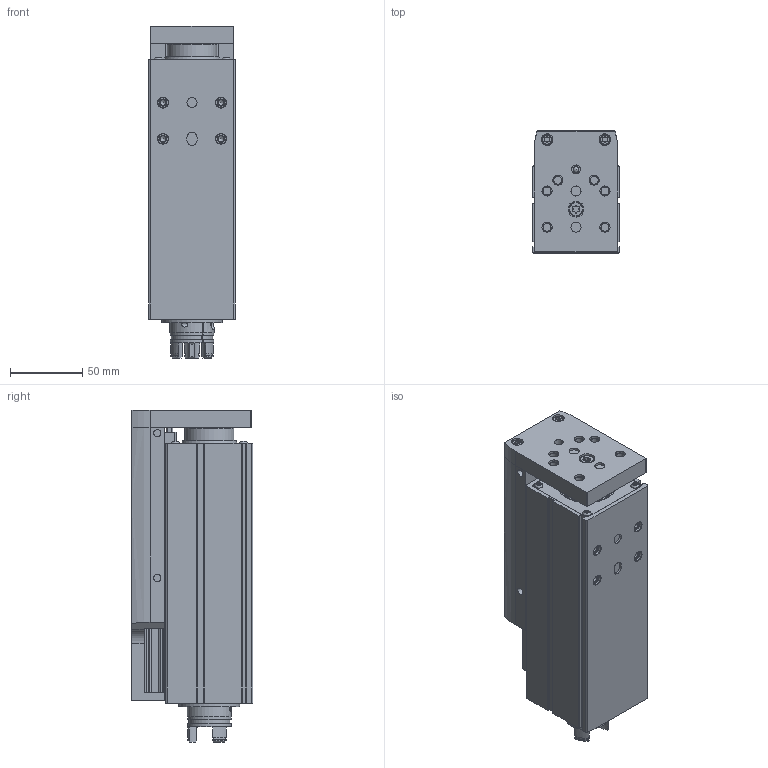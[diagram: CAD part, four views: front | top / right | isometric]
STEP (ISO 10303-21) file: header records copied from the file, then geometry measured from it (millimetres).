
FILE_DESCRIPTION(/* description */ ('STEP AP214'),/* implementation_level */ '2;1');
FILE_NAME(/* name */ '8162082_EGSC-BS-KF-60-100-5P',/* time_stamp */ '2024-08-27T13:26:30+02:00',/* author */ ('License CC BY-ND 4.0'),/* organization */ ('CADENAS'),/* preprocessor_version */ 'ST-DEVELOPER v19.3',/* originating_system */ 'PARTsolutions',/* authorisation */ ' ');
FILE_SCHEMA (('AUTOMOTIVE_DESIGN {1 0 10303 214 3 1 1}'));
Length unit declared in the file: millimetre
Products named in the file (7): 8162082 EGSC-BS-KF-60-100-5P ---(0); 4795952 EGSC-BS-KF-60---(100_P); 340117 G1/4-AEVU; 8048367 EGSC-BS-KF-60---(S_100); 8141994 EAMC-30-GB16-D10x10-A; ISO 14580 M5x12; DIN-912 - M4x12(F)
Assembly tree (6 placements, depth 2):
  8162082 EGSC-BS-KF-60-100-5P ---(0)
    4795952 EGSC-BS-KF-60---(100_P)
    340117 G1/4-AEVU
    8048367 EGSC-BS-KF-60---(S_100)
    8141994 EAMC-30-GB16-D10x10-A
    ISO 14580 M5x12
    DIN-912 - M4x12(F)
Bounding box: 60 x 84 x 229.3 mm (x, y, z)
Volume: 881232.3 mm3; surface area: 169837.9 mm2
Topology: 6 solids, 6 shells, 579 faces, 1455 edges, 939 vertices
Faces by surface type: plane 247, cylinder 240, cone 76, torus 11, sphere 5
Full cylindrical faces by diameter (mm): 2.459 x6, 3 x4, 3.242 x5, 4 x1, 4.134 x11, 4.5 x1, 4.51 x1, 5 x5, 5.5 x6, 5.7 x4, 6 x1, 7 x18, 7.4 x1, 8 x2, 8.2 x1, 8.5 x2, 10 x8, 10.5 x1, 11 x1, 11.445 x1, 13.157 x1, 17 x2, 29 x1, 32 x1, 34 x2, 39.98 x1, 40.3 x1, 42 x1, 42.2 x1
Entity records: 18390 total; most frequent: CARTESIAN_POINT 3118, DIRECTION 2896, ORIENTED_EDGE 2502, EDGE_CURVE 1251, AXIS2_PLACEMENT_3D 1149, VERTEX_POINT 912, FACE_BOUND 851, EDGE_LOOP 834
